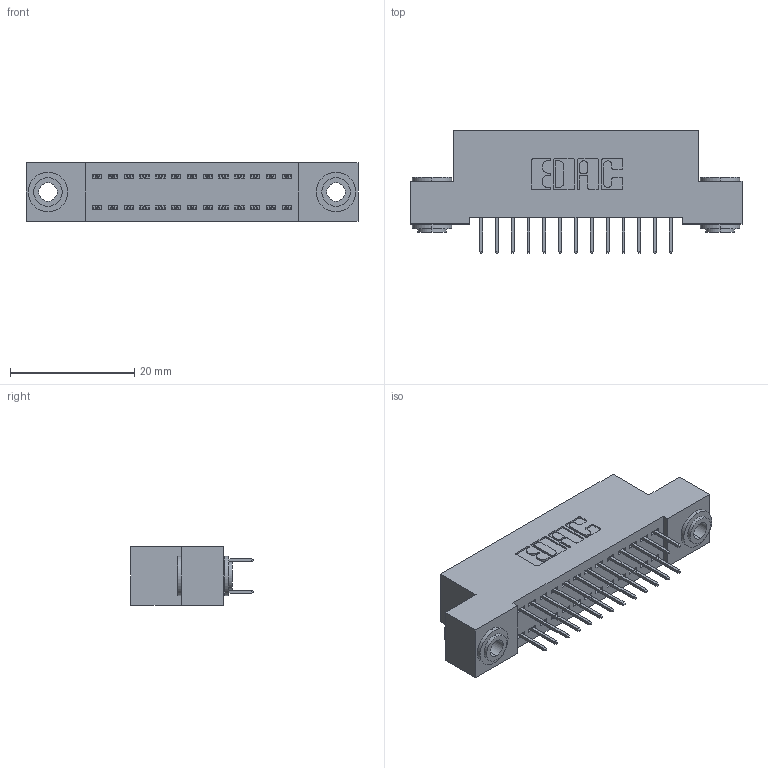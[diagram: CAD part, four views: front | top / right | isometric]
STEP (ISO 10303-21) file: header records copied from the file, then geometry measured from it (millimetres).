
FILE_DESCRIPTION (( 'STEP AP203' ), '1' );
FILE_NAME ('392-026-524-203.STEP', '2018-08-15T15:22:27', ( '' ), ( '' ), 'SwSTEP 2.0', 'SolidWorks 2016', '' );
FILE_SCHEMA (( 'CONFIG_CONTROL_DESIGN' ));
Length unit declared in the file: inch
Products named in the file (4): 342 Part_.156 TH; 345-292-001_345-293-124; 342-250-002_345-250-002-102; 392-026-524-203
Assembly tree (29 placements, depth 2):
  392-026-524-203
    342 Part_.156 TH
    345-292-001_345-293-124  x26
    342-250-002_345-250-002-102  x2
Bounding box: 53.34 x 19.69 x 9.4 mm (x, y, z)
Volume: 4638.8 mm3; surface area: 6948 mm2
Topology: 29 solids, 29 shells, 1604 faces, 4509 edges, 2898 vertices
Faces by surface type: plane 1168, cylinder 428, cone 8
Entity records: 12706 total; most frequent: CARTESIAN_POINT 2113, ORIENTED_EDGE 2042, DIRECTION 1891, EDGE_CURVE 1021, LINE 873, VECTOR 873, VERTEX_POINT 674, AXIS2_PLACEMENT_3D 509
